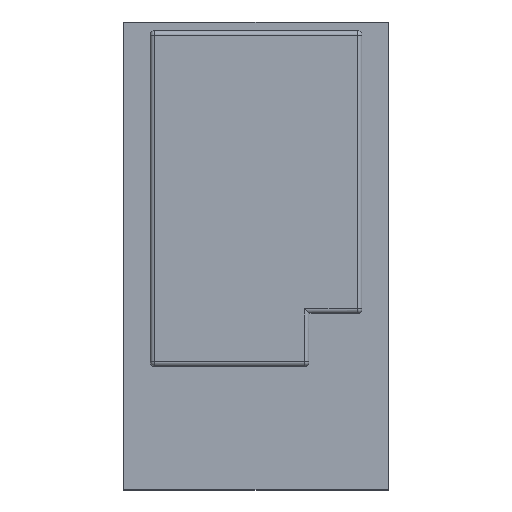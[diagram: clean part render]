
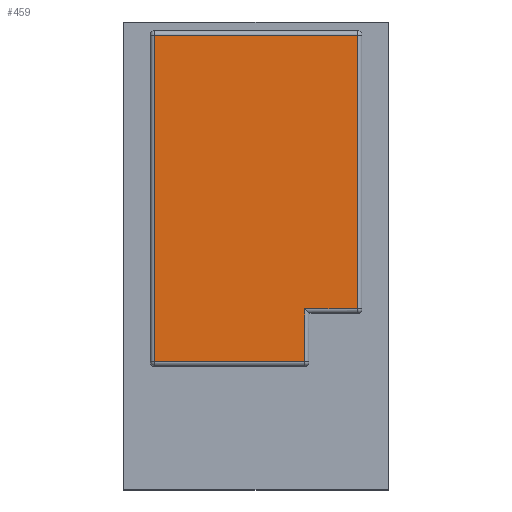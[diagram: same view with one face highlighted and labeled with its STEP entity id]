
A CAD part, top view. The second image highlights one B-rep face of the part: STEP entity #459.
In plain terms, the highlighted planar face has unit normal (0, 0, 1).
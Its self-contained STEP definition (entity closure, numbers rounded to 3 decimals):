
#17=PLANE('',#511);
#41=FACE_OUTER_BOUND('',#70,.T.);
#70=EDGE_LOOP('',(#319,#320,#321,#322,#323,#324));
#96=LINE('',#705,#137);
#102=LINE('',#726,#143);
#103=LINE('',#730,#144);
#104=LINE('',#732,#145);
#105=LINE('',#734,#146);
#106=LINE('',#735,#147);
#137=VECTOR('',#562,10.);
#143=VECTOR('',#586,10.);
#144=VECTOR('',#591,10.);
#145=VECTOR('',#592,10.);
#146=VECTOR('',#593,10.);
#147=VECTOR('',#594,10.);
#199=VERTEX_POINT('',#699);
#201=VERTEX_POINT('',#703);
#207=VERTEX_POINT('',#725);
#208=VERTEX_POINT('',#729);
#209=VERTEX_POINT('',#731);
#210=VERTEX_POINT('',#733);
#238=EDGE_CURVE('',#201,#199,#96,.T.);
#248=EDGE_CURVE('',#199,#207,#102,.T.);
#250=EDGE_CURVE('',#208,#201,#103,.T.);
#251=EDGE_CURVE('',#209,#208,#104,.T.);
#252=EDGE_CURVE('',#210,#209,#105,.T.);
#253=EDGE_CURVE('',#207,#210,#106,.T.);
#319=ORIENTED_EDGE('',*,*,#238,.F.);
#320=ORIENTED_EDGE('',*,*,#250,.F.);
#321=ORIENTED_EDGE('',*,*,#251,.F.);
#322=ORIENTED_EDGE('',*,*,#252,.F.);
#323=ORIENTED_EDGE('',*,*,#253,.F.);
#324=ORIENTED_EDGE('',*,*,#248,.F.);
#459=ADVANCED_FACE('',(#41),#17,.T.);
#511=AXIS2_PLACEMENT_3D('',#728,#589,#590);
#562=DIRECTION('',(1.,0.,0.));
#586=DIRECTION('',(0.,-1.,0.));
#589=DIRECTION('center_axis',(0.,0.,1.));
#590=DIRECTION('ref_axis',(1.,0.,0.));
#591=DIRECTION('',(0.,1.,0.));
#592=DIRECTION('',(-1.,0.,0.));
#593=DIRECTION('',(0.,-1.,0.));
#594=DIRECTION('',(-1.,0.,0.));
#699=CARTESIAN_POINT('',(5.75,25.75,2.8));
#703=CARTESIAN_POINT('',(-5.75,25.75,2.8));
#705=CARTESIAN_POINT('',(3.,25.75,2.8));
#725=CARTESIAN_POINT('',(5.75,10.25,2.8));
#726=CARTESIAN_POINT('',(5.75,13.25,2.8));
#728=CARTESIAN_POINT('Origin',(0.,16.5,2.8));
#729=CARTESIAN_POINT('',(-5.75,7.25,2.8));
#730=CARTESIAN_POINT('',(-5.75,21.25,2.8));
#731=CARTESIAN_POINT('',(2.75,7.25,2.8));
#732=CARTESIAN_POINT('',(-3.,7.25,2.8));
#733=CARTESIAN_POINT('',(2.75,10.25,2.8));
#734=CARTESIAN_POINT('',(2.75,11.75,2.8));
#735=CARTESIAN_POINT('',(1.5,10.25,2.8));
